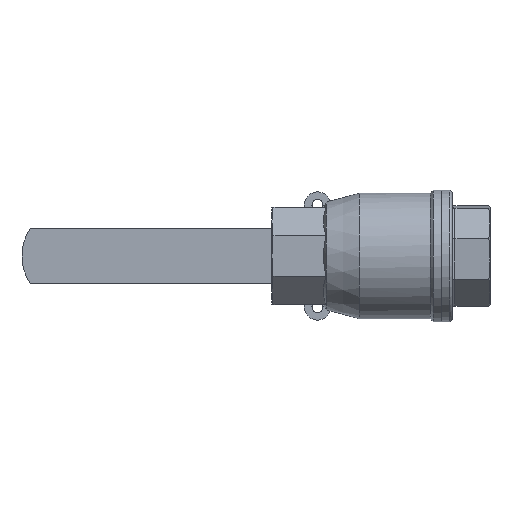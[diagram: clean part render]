
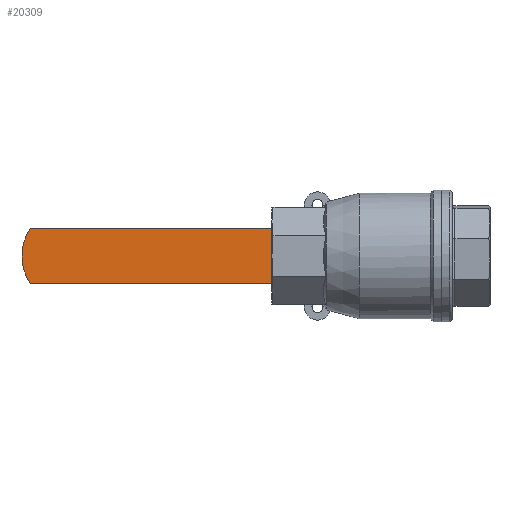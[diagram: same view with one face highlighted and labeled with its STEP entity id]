
A CAD part, front view. The second image highlights one B-rep face of the part: STEP entity #20309.
In plain terms, the highlighted face is planar.
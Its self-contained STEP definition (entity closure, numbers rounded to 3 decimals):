
#19869=CARTESIAN_POINT('',(-9.5,-19.,33.));
#19870=VERTEX_POINT('',#19869);
#19877=CARTESIAN_POINT('',(9.5,-19.,33.));
#19878=VERTEX_POINT('',#19877);
#19879=CARTESIAN_POINT('',(9.5,-19.,33.));
#19880=DIRECTION('',(-1.0,0.0,0.0));
#19881=VECTOR('',#19880,19.0);
#19882=LINE('',#19879,#19881);
#19883=EDGE_CURVE('',#19878,#19870,#19882,.T.);
#20278=CARTESIAN_POINT('',(9.5,-19.0,-64.738));
#20279=DIRECTION('',(0.0,-1.0,0.0));
#20280=DIRECTION('',(0.0,0.0,-1.0));
#20281=AXIS2_PLACEMENT_3D('',#20278,#20279,#20280);
#20282=PLANE('',#20281);
#20283=CARTESIAN_POINT('',(-9.5,-19.,120.098));
#20284=VERTEX_POINT('',#20283);
#20285=CARTESIAN_POINT('',(-9.5,-19.0,33.));
#20286=DIRECTION('',(0.0,0.0,1.0));
#20287=VECTOR('',#20286,87.098);
#20288=LINE('',#20285,#20287);
#20289=EDGE_CURVE('',#19870,#20284,#20288,.T.);
#20290=ORIENTED_EDGE('',*,*,#20289,.T.);
#20291=CARTESIAN_POINT('',(9.5,-19.,120.098));
#20292=VERTEX_POINT('',#20291);
#20293=CARTESIAN_POINT('',(0.0,-19.,106.));
#20294=DIRECTION('',(0.0,1.0,0.0));
#20295=DIRECTION('',(0.0,0.0,-1.0));
#20296=AXIS2_PLACEMENT_3D('',#20293,#20294,#20295);
#20297=CIRCLE('',#20296,17.0);
#20298=EDGE_CURVE('',#20284,#20292,#20297,.T.);
#20299=ORIENTED_EDGE('',*,*,#20298,.T.);
#20300=CARTESIAN_POINT('',(9.5,-19.0,33.));
#20301=DIRECTION('',(0.0,0.0,1.0));
#20302=VECTOR('',#20301,87.098);
#20303=LINE('',#20300,#20302);
#20304=EDGE_CURVE('',#19878,#20292,#20303,.T.);
#20305=ORIENTED_EDGE('',*,*,#20304,.F.);
#20306=ORIENTED_EDGE('',*,*,#19883,.T.);
#20307=EDGE_LOOP('',(#20290,#20299,#20305,#20306));
#20308=FACE_OUTER_BOUND('',#20307,.T.);
#20309=ADVANCED_FACE('',(#20308),#20282,.F.);
